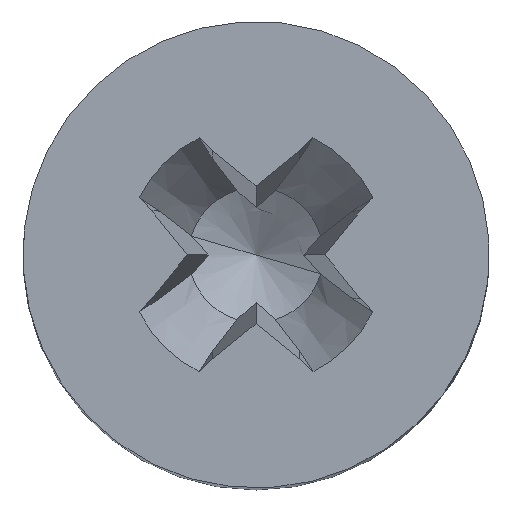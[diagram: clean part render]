
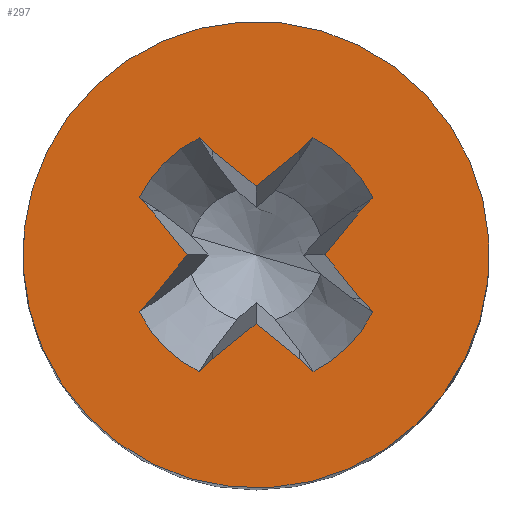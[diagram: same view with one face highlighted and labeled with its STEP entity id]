
A CAD part, top view. The second image highlights one B-rep face of the part: STEP entity #297.
In plain terms, the highlighted planar face has unit normal (0, 0, 1).
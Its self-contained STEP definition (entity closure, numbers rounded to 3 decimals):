
#101=AXIS2_PLACEMENT_3D('Circle Axis2P3D',#99,#100,$) ;
#131=AXIS2_PLACEMENT_3D('Plane Axis2P3D',#128,#129,#130) ;
#135=AXIS2_PLACEMENT_3D('Circle Axis2P3D',#133,#134,$) ;
#144=AXIS2_PLACEMENT_3D('Circle Axis2P3D',#142,#143,$) ;
#202=AXIS2_PLACEMENT_3D('Circle Axis2P3D',#200,#201,$) ;
#237=AXIS2_PLACEMENT_3D('Circle Axis2P3D',#235,#236,$) ;
#272=AXIS2_PLACEMENT_3D('Circle Axis2P3D',#270,#271,$) ;
#46=CARTESIAN_POINT('Vertex',(1.966,1.298,21.6)) ;
#49=CARTESIAN_POINT('Line Origine',(2.038,1.368,21.6)) ;
#53=CARTESIAN_POINT('Vertex',(2.111,1.438,21.6)) ;
#96=CARTESIAN_POINT('Vertex',(1.298,1.966,21.6)) ;
#99=CARTESIAN_POINT('Axis2P3D Location',(2.6,2.6,21.6)) ;
#128=CARTESIAN_POINT('Axis2P3D Location',(0.762,4.439,21.6)) ;
#133=CARTESIAN_POINT('Axis2P3D Location',(2.6,2.6,21.6)) ;
#137=CARTESIAN_POINT('Vertex',(5.095,1.868,21.6)) ;
#139=CARTESIAN_POINT('Vertex',(0.105,3.332,21.6)) ;
#142=CARTESIAN_POINT('Axis2P3D Location',(2.6,2.6,21.6)) ;
#151=CARTESIAN_POINT('Line Origine',(3.162,1.368,21.6)) ;
#155=CARTESIAN_POINT('Vertex',(3.234,1.298,21.6)) ;
#157=CARTESIAN_POINT('Vertex',(3.089,1.438,21.6)) ;
#160=CARTESIAN_POINT('Line Origine',(2.844,1.635,21.6)) ;
#164=CARTESIAN_POINT('Vertex',(2.6,1.831,21.6)) ;
#167=CARTESIAN_POINT('Line Origine',(2.356,1.635,21.6)) ;
#172=CARTESIAN_POINT('Line Origine',(1.368,2.038,21.6)) ;
#176=CARTESIAN_POINT('Vertex',(1.438,2.111,21.6)) ;
#179=CARTESIAN_POINT('Line Origine',(1.635,2.356,21.6)) ;
#183=CARTESIAN_POINT('Vertex',(1.831,2.6,21.6)) ;
#186=CARTESIAN_POINT('Line Origine',(1.635,2.844,21.6)) ;
#190=CARTESIAN_POINT('Vertex',(1.438,3.089,21.6)) ;
#193=CARTESIAN_POINT('Line Origine',(1.368,3.162,21.6)) ;
#197=CARTESIAN_POINT('Vertex',(1.298,3.234,21.6)) ;
#200=CARTESIAN_POINT('Axis2P3D Location',(2.6,2.6,21.6)) ;
#204=CARTESIAN_POINT('Vertex',(1.966,3.902,21.6)) ;
#207=CARTESIAN_POINT('Line Origine',(2.038,3.832,21.6)) ;
#211=CARTESIAN_POINT('Vertex',(2.111,3.762,21.6)) ;
#214=CARTESIAN_POINT('Line Origine',(2.356,3.565,21.6)) ;
#218=CARTESIAN_POINT('Vertex',(2.6,3.369,21.6)) ;
#221=CARTESIAN_POINT('Line Origine',(2.844,3.565,21.6)) ;
#225=CARTESIAN_POINT('Vertex',(3.089,3.762,21.6)) ;
#228=CARTESIAN_POINT('Line Origine',(3.162,3.832,21.6)) ;
#232=CARTESIAN_POINT('Vertex',(3.234,3.902,21.6)) ;
#235=CARTESIAN_POINT('Axis2P3D Location',(2.6,2.6,21.6)) ;
#239=CARTESIAN_POINT('Vertex',(3.902,3.234,21.6)) ;
#242=CARTESIAN_POINT('Line Origine',(3.832,3.162,21.6)) ;
#246=CARTESIAN_POINT('Vertex',(3.762,3.089,21.6)) ;
#249=CARTESIAN_POINT('Line Origine',(3.565,2.844,21.6)) ;
#253=CARTESIAN_POINT('Vertex',(3.369,2.6,21.6)) ;
#256=CARTESIAN_POINT('Line Origine',(3.565,2.356,21.6)) ;
#260=CARTESIAN_POINT('Vertex',(3.762,2.111,21.6)) ;
#263=CARTESIAN_POINT('Line Origine',(3.832,2.039,21.6)) ;
#267=CARTESIAN_POINT('Vertex',(3.902,1.966,21.6)) ;
#270=CARTESIAN_POINT('Axis2P3D Location',(2.6,2.6,21.6)) ;
#50=DIRECTION('Vector Direction',(-0.719,-0.695,0.)) ;
#100=DIRECTION('Axis2P3D Direction',(0.,0.,1.)) ;
#129=DIRECTION('Axis2P3D Direction',(0.,0.,1.)) ;
#130=DIRECTION('Axis2P3D XDirection',(1.,0.,0.)) ;
#134=DIRECTION('Axis2P3D Direction',(0.,0.,1.)) ;
#143=DIRECTION('Axis2P3D Direction',(0.,0.,1.)) ;
#152=DIRECTION('Vector Direction',(-0.719,0.695,0.)) ;
#161=DIRECTION('Vector Direction',(-0.779,0.627,0.)) ;
#168=DIRECTION('Vector Direction',(-0.779,-0.627,0.)) ;
#173=DIRECTION('Vector Direction',(0.695,0.719,0.)) ;
#180=DIRECTION('Vector Direction',(0.627,0.779,0.)) ;
#187=DIRECTION('Vector Direction',(0.627,-0.779,0.)) ;
#194=DIRECTION('Vector Direction',(-0.695,0.719,0.)) ;
#201=DIRECTION('Axis2P3D Direction',(0.,0.,1.)) ;
#208=DIRECTION('Vector Direction',(0.719,-0.695,0.)) ;
#215=DIRECTION('Vector Direction',(0.779,-0.627,0.)) ;
#222=DIRECTION('Vector Direction',(-0.779,-0.627,0.)) ;
#229=DIRECTION('Vector Direction',(0.719,0.695,0.)) ;
#236=DIRECTION('Axis2P3D Direction',(0.,0.,1.)) ;
#243=DIRECTION('Vector Direction',(0.695,0.719,0.)) ;
#250=DIRECTION('Vector Direction',(0.627,0.779,0.)) ;
#257=DIRECTION('Vector Direction',(-0.627,0.779,0.)) ;
#264=DIRECTION('Vector Direction',(0.695,-0.719,0.)) ;
#271=DIRECTION('Axis2P3D Direction',(0.,0.,1.)) ;
#51=VECTOR('Line Direction',#50,1.) ;
#153=VECTOR('Line Direction',#152,1.) ;
#162=VECTOR('Line Direction',#161,1.) ;
#169=VECTOR('Line Direction',#168,1.) ;
#174=VECTOR('Line Direction',#173,1.) ;
#181=VECTOR('Line Direction',#180,1.) ;
#188=VECTOR('Line Direction',#187,1.) ;
#195=VECTOR('Line Direction',#194,1.) ;
#209=VECTOR('Line Direction',#208,1.) ;
#216=VECTOR('Line Direction',#215,1.) ;
#223=VECTOR('Line Direction',#222,1.) ;
#230=VECTOR('Line Direction',#229,1.) ;
#244=VECTOR('Line Direction',#243,1.) ;
#251=VECTOR('Line Direction',#250,1.) ;
#258=VECTOR('Line Direction',#257,1.) ;
#265=VECTOR('Line Direction',#264,1.) ;
#148=ORIENTED_EDGE('',*,*,#141,.T.) ;
#149=ORIENTED_EDGE('',*,*,#146,.T.) ;
#276=ORIENTED_EDGE('',*,*,#159,.T.) ;
#277=ORIENTED_EDGE('',*,*,#166,.T.) ;
#278=ORIENTED_EDGE('',*,*,#171,.T.) ;
#279=ORIENTED_EDGE('',*,*,#55,.T.) ;
#280=ORIENTED_EDGE('',*,*,#103,.F.) ;
#281=ORIENTED_EDGE('',*,*,#178,.T.) ;
#282=ORIENTED_EDGE('',*,*,#185,.T.) ;
#283=ORIENTED_EDGE('',*,*,#192,.T.) ;
#284=ORIENTED_EDGE('',*,*,#199,.T.) ;
#285=ORIENTED_EDGE('',*,*,#206,.F.) ;
#286=ORIENTED_EDGE('',*,*,#213,.T.) ;
#287=ORIENTED_EDGE('',*,*,#220,.T.) ;
#288=ORIENTED_EDGE('',*,*,#227,.T.) ;
#289=ORIENTED_EDGE('',*,*,#234,.T.) ;
#290=ORIENTED_EDGE('',*,*,#241,.F.) ;
#291=ORIENTED_EDGE('',*,*,#248,.T.) ;
#292=ORIENTED_EDGE('',*,*,#255,.T.) ;
#293=ORIENTED_EDGE('',*,*,#262,.T.) ;
#294=ORIENTED_EDGE('',*,*,#269,.T.) ;
#295=ORIENTED_EDGE('',*,*,#274,.F.) ;
#296=FACE_BOUND('',#275,.T.) ;
#297=ADVANCED_FACE('Hauptkoerper',(#150,#296),#132,.T.) ;
#102=CIRCLE('generated circle',#101,1.449) ;
#136=CIRCLE('generated circle',#135,2.6) ;
#145=CIRCLE('generated circle',#144,2.6) ;
#203=CIRCLE('generated circle',#202,1.449) ;
#238=CIRCLE('generated circle',#237,1.449) ;
#273=CIRCLE('generated circle',#272,1.449) ;
#55=EDGE_CURVE('',#54,#47,#52,.T.) ;
#103=EDGE_CURVE('',#97,#47,#102,.T.) ;
#141=EDGE_CURVE('',#138,#140,#136,.T.) ;
#146=EDGE_CURVE('',#140,#138,#145,.T.) ;
#159=EDGE_CURVE('',#156,#158,#154,.T.) ;
#166=EDGE_CURVE('',#158,#165,#163,.T.) ;
#171=EDGE_CURVE('',#165,#54,#170,.T.) ;
#178=EDGE_CURVE('',#97,#177,#175,.T.) ;
#185=EDGE_CURVE('',#177,#184,#182,.T.) ;
#192=EDGE_CURVE('',#184,#191,#189,.F.) ;
#199=EDGE_CURVE('',#191,#198,#196,.T.) ;
#206=EDGE_CURVE('',#205,#198,#203,.T.) ;
#213=EDGE_CURVE('',#205,#212,#210,.T.) ;
#220=EDGE_CURVE('',#212,#219,#217,.T.) ;
#227=EDGE_CURVE('',#219,#226,#224,.F.) ;
#234=EDGE_CURVE('',#226,#233,#231,.T.) ;
#241=EDGE_CURVE('',#240,#233,#238,.T.) ;
#248=EDGE_CURVE('',#240,#247,#245,.F.) ;
#255=EDGE_CURVE('',#247,#254,#252,.F.) ;
#262=EDGE_CURVE('',#254,#261,#259,.F.) ;
#269=EDGE_CURVE('',#261,#268,#266,.T.) ;
#274=EDGE_CURVE('',#156,#268,#273,.T.) ;
#147=EDGE_LOOP('',(#148,#149)) ;
#275=EDGE_LOOP('',(#276,#277,#278,#279,#280,#281,#282,#283,#284,#285,#286,#287,#288,#289,#290,#291,#292,#293,#294,#295)) ;
#150=FACE_OUTER_BOUND('',#147,.T.) ;
#52=LINE('Line',#49,#51) ;
#154=LINE('Line',#151,#153) ;
#163=LINE('Line',#160,#162) ;
#170=LINE('Line',#167,#169) ;
#175=LINE('Line',#172,#174) ;
#182=LINE('Line',#179,#181) ;
#189=LINE('Line',#186,#188) ;
#196=LINE('Line',#193,#195) ;
#210=LINE('Line',#207,#209) ;
#217=LINE('Line',#214,#216) ;
#224=LINE('Line',#221,#223) ;
#231=LINE('Line',#228,#230) ;
#245=LINE('Line',#242,#244) ;
#252=LINE('Line',#249,#251) ;
#259=LINE('Line',#256,#258) ;
#266=LINE('Line',#263,#265) ;
#132=PLANE('',#131) ;
#47=VERTEX_POINT('',#46) ;
#54=VERTEX_POINT('',#53) ;
#97=VERTEX_POINT('',#96) ;
#138=VERTEX_POINT('',#137) ;
#140=VERTEX_POINT('',#139) ;
#156=VERTEX_POINT('',#155) ;
#158=VERTEX_POINT('',#157) ;
#165=VERTEX_POINT('',#164) ;
#177=VERTEX_POINT('',#176) ;
#184=VERTEX_POINT('',#183) ;
#191=VERTEX_POINT('',#190) ;
#198=VERTEX_POINT('',#197) ;
#205=VERTEX_POINT('',#204) ;
#212=VERTEX_POINT('',#211) ;
#219=VERTEX_POINT('',#218) ;
#226=VERTEX_POINT('',#225) ;
#233=VERTEX_POINT('',#232) ;
#240=VERTEX_POINT('',#239) ;
#247=VERTEX_POINT('',#246) ;
#254=VERTEX_POINT('',#253) ;
#261=VERTEX_POINT('',#260) ;
#268=VERTEX_POINT('',#267) ;
